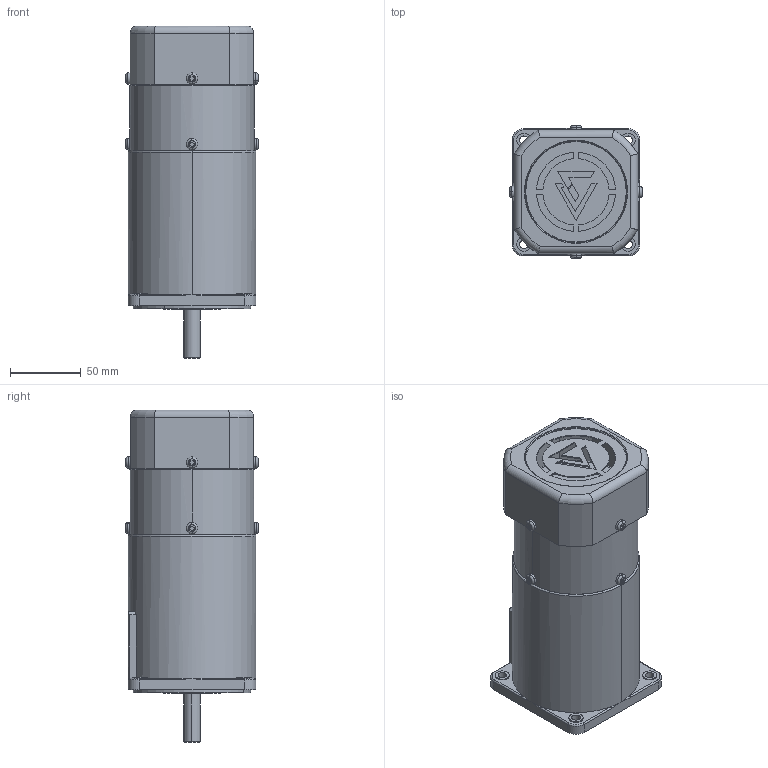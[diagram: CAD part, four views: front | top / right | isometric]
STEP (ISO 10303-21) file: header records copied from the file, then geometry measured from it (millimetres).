
FILE_DESCRIPTION (( 'STEP AP203' ), '1' );
FILE_NAME ('5RK90.120A-CMF.STEP', '2022-08-25T03:04:11', ( '' ), ( 'Microsoft' ), 'SwSTEP 2.0', 'SolidWorks 2020', '' );
FILE_SCHEMA (( 'CONFIG_CONTROL_DESIGN' ));
Length unit declared in the file: millimetre
Products named in the file (1): 5RK90.120A-CMF
Bounding box: 93.6 x 93.6 x 234.5 mm (x, y, z)
Surface area: 127187.6 mm2 (no closed solid volume)
Topology: 0 solids, 19 shells, 340 faces, 973 edges, 646 vertices
Faces by surface type: plane 162, cylinder 106, torus 42, cone 16, bspline 14
Entity records: 12518 total; most frequent: CARTESIAN_POINT 3508, DIRECTION 1926, ORIENTED_EDGE 1693, EDGE_CURVE 965, AXIS2_PLACEMENT_3D 698, VERTEX_POINT 646, VECTOR 530, LINE 530
